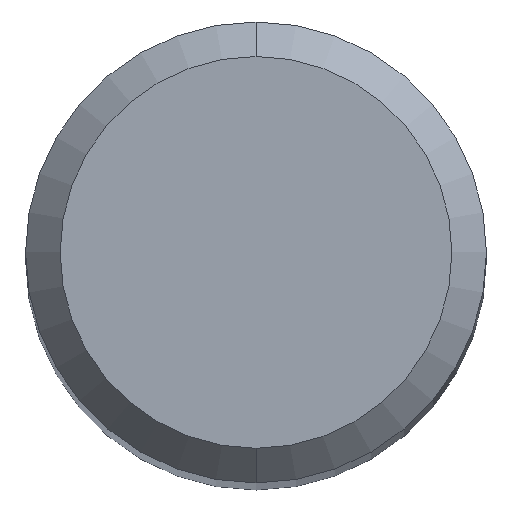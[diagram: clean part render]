
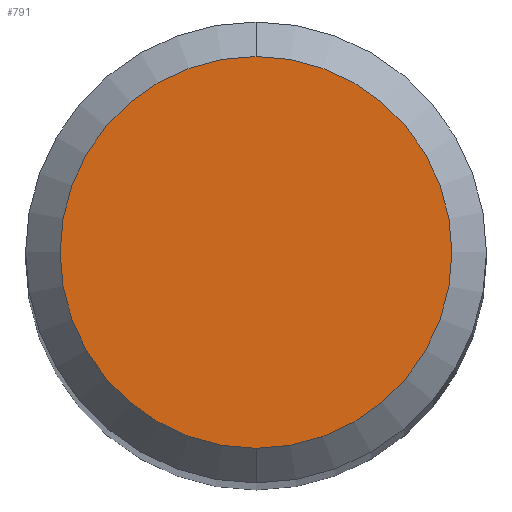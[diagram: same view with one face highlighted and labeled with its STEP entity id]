
A CAD part, top view. The second image highlights one B-rep face of the part: STEP entity #791.
In plain terms, the highlighted planar face has unit normal (0, 0, 1).
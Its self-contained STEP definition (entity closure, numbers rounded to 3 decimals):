
#449=EDGE_CURVE('',#705,#813,#1231,.T.);
#705=VERTEX_POINT('',#1509);
#791=ADVANCED_FACE('',(#1604),#1605,.T.);
#813=VERTEX_POINT('',#1629);
#1079=EDGE_CURVE('',#813,#705,#1918,.T.);
#1231=CIRCLE('',#2242,1.7);
#1509=CARTESIAN_POINT('',(0.,-1.7,0.0));
#1604=FACE_OUTER_BOUND('',#3730,.T.);
#1605=PLANE('',#3731);
#1629=CARTESIAN_POINT('',(0.0,1.7,0.0));
#1918=CIRCLE('',#4764,1.7);
#2242=AXIS2_PLACEMENT_3D('',#5132,#5133,#5134);
#3730=EDGE_LOOP('',(#5540,#5541));
#3731=AXIS2_PLACEMENT_3D('',#5542,#5543,#5544);
#4764=AXIS2_PLACEMENT_3D('',#5898,#5899,#5900);
#5132=CARTESIAN_POINT('',(0.0,0.0,0.0));
#5133=DIRECTION('',(0.0,0.0,-1.0));
#5134=DIRECTION('',(0.0,1.0,0.0));
#5540=ORIENTED_EDGE('',*,*,#1079,.F.);
#5541=ORIENTED_EDGE('',*,*,#449,.F.);
#5542=CARTESIAN_POINT('',(0.0,0.85,0.0));
#5543=DIRECTION('',(-0.0,0.0,1.0));
#5544=DIRECTION('',(0.0,-1.0,0.0));
#5898=CARTESIAN_POINT('',(0.0,0.0,0.0));
#5899=DIRECTION('',(0.0,0.0,-1.0));
#5900=DIRECTION('',(0.0,1.0,0.0));
